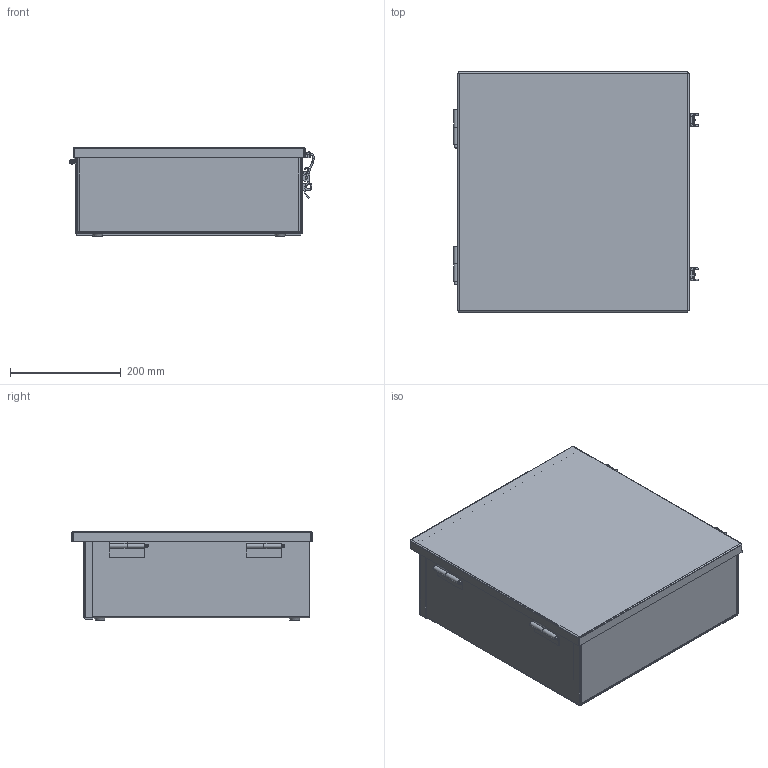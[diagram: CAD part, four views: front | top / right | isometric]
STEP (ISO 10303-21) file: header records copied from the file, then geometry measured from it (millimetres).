
FILE_DESCRIPTION(/* description */ ('LOH, BLR, CRS, 16X16X6'),/* implementation_level */ '2;1');
FILE_NAME(/* name */ 'LOH161606.stp',/* time_stamp */ '2016-08-04T13:57:06-05:00',/* author */ ('bbirch1'),/* organization */ (''),/* preprocessor_version */ 'ST-DEVELOPER v16.1',/* originating_system */ 'Autodesk Inventor 2016',/* authorisation */ '');
FILE_SCHEMA (('AUTOMOTIVE_DESIGN { 1 0 10303 214 3 1 1 }'));
Length unit declared in the file: inch
Products named in the file (15): LOH161606BLR; LOH1606BTM; LOH1606TOP; LOH1616LID; HC2526TP; HC2526TL; HC2526; HC2527; 35015; 35014-1; 35014-3; 35014-2; 35014; LOH16gasket; LOH161606
Assembly tree (18 placements, depth 3):
  LOH161606
    LOH161606BLR
    LOH1606BTM
    LOH1606TOP
    LOH1616LID
    HC2526  x2
      HC2526TP
      HC2526TL
    HC2527  x2
    35015  x2
    35014  x2
      35014-1
      35014-3
      35014-2
    LOH16gasket
Bounding box: 443.36 x 434.98 x 161.52 mm (x, y, z)
Volume: 1284260.4 mm3; surface area: 1378940.7 mm2
Topology: 19 solids, 19 shells, 636 faces, 1498 edges, 914 vertices
Faces by surface type: plane 338, cylinder 174, torus 48, cone 44, bspline 32
Full cylindrical faces by diameter (mm): 3.175 x18, 3.302 x4, 4.674 x2, 7.144 x4, 8.001 x2
Entity records: 14263 total; most frequent: CARTESIAN_POINT 2891, DIRECTION 2326, ORIENTED_EDGE 2102, EDGE_CURVE 1051, AXIS2_PLACEMENT_3D 830, LINE 666, VECTOR 666, VERTEX_POINT 655
